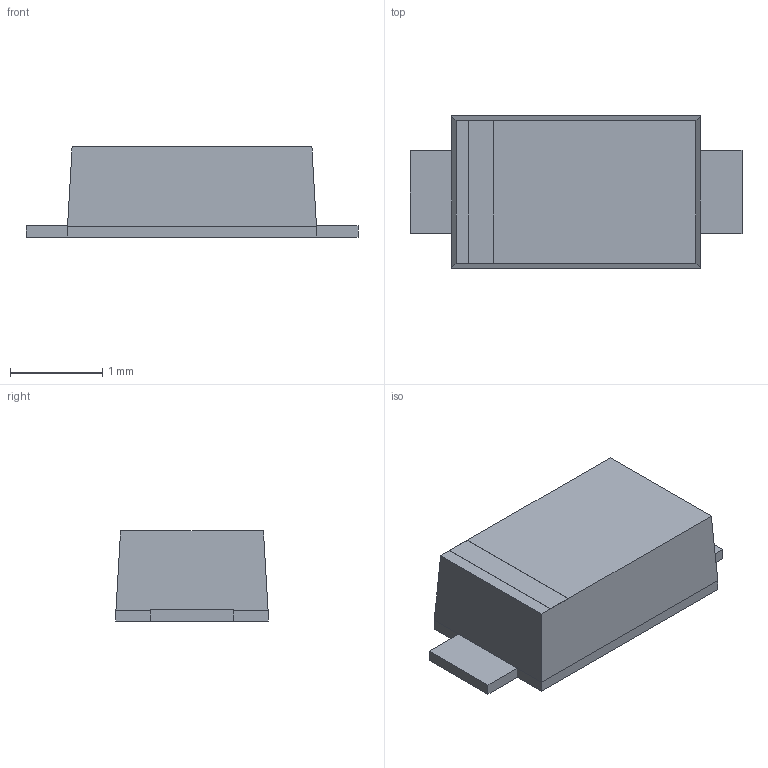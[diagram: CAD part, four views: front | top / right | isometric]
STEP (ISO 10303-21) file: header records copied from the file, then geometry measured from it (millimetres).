
FILE_DESCRIPTION(('CAx-IF Rec.Pracs.---Model Styling and Organization---1.5---2016-08-15','CAx-IF Rec.Pracs.---Geometric and Assembly Validation Properties---4.4---2016-08-17','CAx-IF Rec.Pracs.---User Defined Attributes---1.5---2016-08-15','CAx-IF Rec.Pracs.---External References---2.1---2005-01-19'),'2;1');
FILE_NAME('224938.1.1.step','2023-01-31T04:35:09',('Unspecified'),('Unspecified'),'CAD Exchanger 3.8.1 (cadexchanger.com)','Unspecified','');
FILE_SCHEMA(('AUTOMOTIVE_DESIGN { 1 0 10303 214 1 1 1 1 }'));
Length unit declared in the file: millimetre
Products named in the file (5): ASSEMBLY; Body; PinKIdent; PinK; PinA
Assembly tree (4 placements, depth 2):
  ASSEMBLY
    Body
    PinKIdent
    PinK
    PinA
Bounding box: 3.6 x 1.65 x 0.98 mm (x, y, z)
Volume: 4.3 mm3; surface area: 21.2 mm2
Topology: 4 solids, 4 shells, 28 faces, 56 edges, 36 vertices
Faces by surface type: plane 28
Entity records: 807 total; most frequent: CARTESIAN_POINT 124, DIRECTION 120, ORIENTED_EDGE 112, EDGE_CURVE 56, LINE 56, VECTOR 56, VERTEX_POINT 36, AXIS2_PLACEMENT_3D 32
